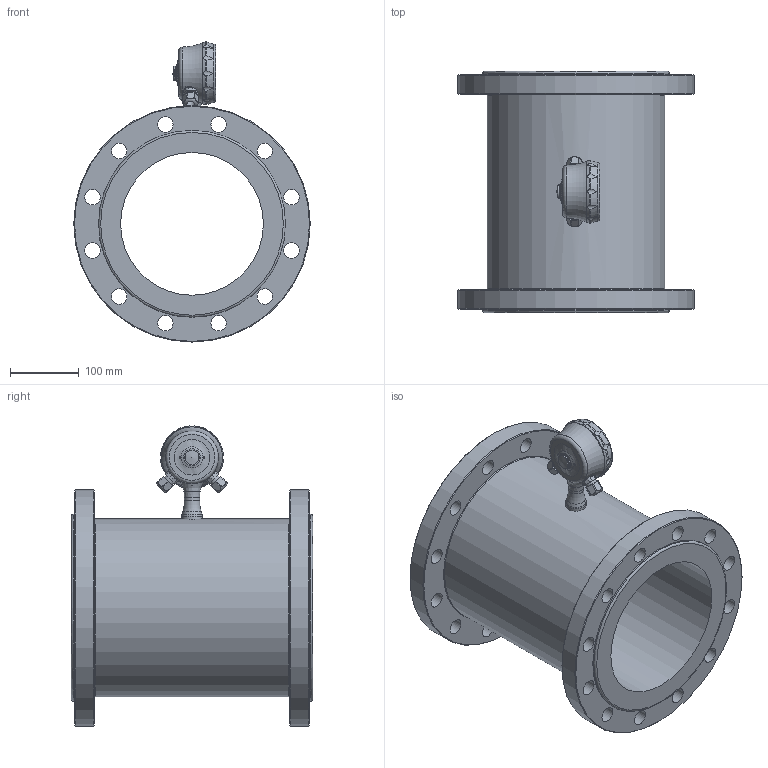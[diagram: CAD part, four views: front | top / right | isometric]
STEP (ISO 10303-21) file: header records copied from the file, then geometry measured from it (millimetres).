
FILE_DESCRIPTION( ( 'Unknown' ), '1' );
FILE_NAME( 'PF75S5xxxxxxx03xxOBxx3Ax00xx.stp', 'Unknown', ( 'Unknown' ), ( 'Unknown' ), 'PSStep 19.0.9', 'Unknown', ' ' );
FILE_SCHEMA( ( 'AUTOMOTIVE_DESIGN { 1 0 10303 214 1 1 1 1 }' ) );
Length unit declared in the file: millimetre
Products named in the file (1): Unterteil_PF75S_ANSI150_DN200
Bounding box: 342.9 x 350 x 435.22 mm (x, y, z)
Volume: 8894154 mm3; surface area: 789472.3 mm2
Topology: 1 solids, 16 shells, 523 faces, 1410 edges, 937 vertices
Faces by surface type: plane 256, cylinder 166, torus 39, cone 33, bspline 21, revolution 4, sphere 4
Full cylindrical faces by diameter (mm): 3 x1, 3.459 x2, 12 x2, 16 x4, 16.691 x2, 20.8 x1, 21 x1, 22 x1, 22.4 x24, 23.5 x1, 30 x1, 81.2 x1, 83.7 x1, 88 x1, 207 x1, 258 x1, 271 x2, 342.9 x2
Entity records: 23428 total; most frequent: CARTESIAN_POINT 6921, ORIENTED_EDGE 2522, DIRECTION 2428, EDGE_CURVE 1261, AXIS2_PLACEMENT_3D 922, VERTEX_POINT 877, EDGE_LOOP 691, FACE_OUTER_BOUND 586
